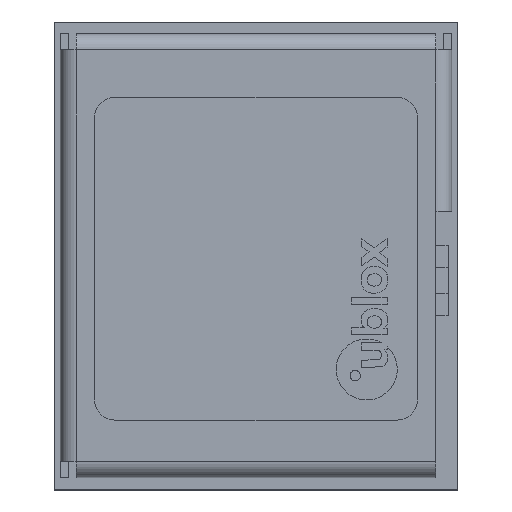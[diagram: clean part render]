
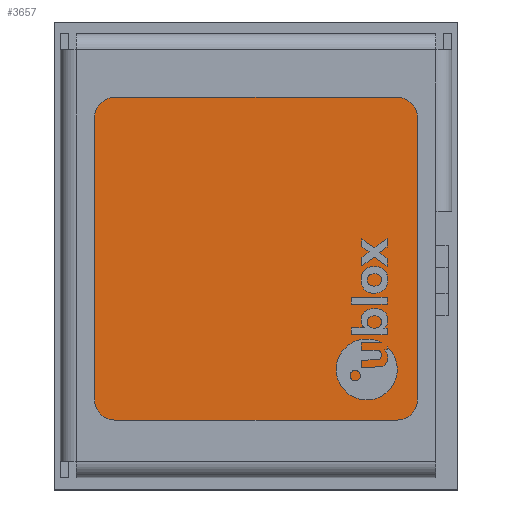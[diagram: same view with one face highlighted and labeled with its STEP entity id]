
A CAD part, top view. The second image highlights one B-rep face of the part: STEP entity #3657.
In plain terms, the highlighted planar face has unit normal (0, 0, 1).
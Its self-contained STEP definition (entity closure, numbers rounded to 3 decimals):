
#3501 = EDGE_CURVE('',#3502,#3504,#3506,.T.);
#3502 = VERTEX_POINT('',#3503);
#3503 = CARTESIAN_POINT('',(4.,-3.5,0.1));
#3504 = VERTEX_POINT('',#3505);
#3505 = CARTESIAN_POINT('',(4.,3.5,0.1));
#3506 = LINE('',#3507,#3508);
#3507 = CARTESIAN_POINT('',(4.,4.,0.1));
#3508 = VECTOR('',#3509,1.);
#3509 = DIRECTION('',(0.,1.,-0.));
#3552 = VERTEX_POINT('',#3553);
#3553 = CARTESIAN_POINT('',(-3.5,4.,0.1));
#3559 = EDGE_CURVE('',#3560,#3552,#3562,.T.);
#3560 = VERTEX_POINT('',#3561);
#3561 = CARTESIAN_POINT('',(3.5,4.,0.1));
#3562 = LINE('',#3563,#3564);
#3563 = CARTESIAN_POINT('',(-4.,4.,0.1));
#3564 = VECTOR('',#3565,1.);
#3565 = DIRECTION('',(-1.,-0.,-0.));
#3592 = VERTEX_POINT('',#3593);
#3593 = CARTESIAN_POINT('',(-4.,-3.5,0.1));
#3599 = EDGE_CURVE('',#3600,#3592,#3602,.T.);
#3600 = VERTEX_POINT('',#3601);
#3601 = CARTESIAN_POINT('',(-4.,3.5,0.1));
#3602 = LINE('',#3603,#3604);
#3603 = CARTESIAN_POINT('',(-4.,4.,0.1));
#3604 = VECTOR('',#3605,1.);
#3605 = DIRECTION('',(0.,-1.,0.));
#3621 = EDGE_CURVE('',#3622,#3624,#3626,.T.);
#3622 = VERTEX_POINT('',#3623);
#3623 = CARTESIAN_POINT('',(-3.5,-4.,0.1));
#3624 = VERTEX_POINT('',#3625);
#3625 = CARTESIAN_POINT('',(3.5,-4.,0.1));
#3626 = LINE('',#3627,#3628);
#3627 = CARTESIAN_POINT('',(-4.,-4.,0.1));
#3628 = VECTOR('',#3629,1.);
#3629 = DIRECTION('',(1.,0.,0.));
#3657 = ADVANCED_FACE('',(#3658),#3692,.T.);
#3658 = FACE_BOUND('',#3659,.T.);
#3659 = EDGE_LOOP('',(#3660,#3661,#3668,#3669,#3676,#3677,#3684,#3685));
#3660 = ORIENTED_EDGE('',*,*,#3599,.T.);
#3661 = ORIENTED_EDGE('',*,*,#3662,.T.);
#3662 = EDGE_CURVE('',#3592,#3622,#3663,.T.);
#3663 = CIRCLE('',#3664,0.5);
#3664 = AXIS2_PLACEMENT_3D('',#3665,#3666,#3667);
#3665 = CARTESIAN_POINT('',(-3.5,-3.5,0.1));
#3666 = DIRECTION('',(-0.,0.,1.));
#3667 = DIRECTION('',(1.,0.,0.));
#3668 = ORIENTED_EDGE('',*,*,#3621,.T.);
#3669 = ORIENTED_EDGE('',*,*,#3670,.T.);
#3670 = EDGE_CURVE('',#3624,#3502,#3671,.T.);
#3671 = CIRCLE('',#3672,0.5);
#3672 = AXIS2_PLACEMENT_3D('',#3673,#3674,#3675);
#3673 = CARTESIAN_POINT('',(3.5,-3.5,0.1));
#3674 = DIRECTION('',(-0.,0.,1.));
#3675 = DIRECTION('',(1.,0.,0.));
#3676 = ORIENTED_EDGE('',*,*,#3501,.T.);
#3677 = ORIENTED_EDGE('',*,*,#3678,.T.);
#3678 = EDGE_CURVE('',#3504,#3560,#3679,.T.);
#3679 = CIRCLE('',#3680,0.5);
#3680 = AXIS2_PLACEMENT_3D('',#3681,#3682,#3683);
#3681 = CARTESIAN_POINT('',(3.5,3.5,0.1));
#3682 = DIRECTION('',(-0.,0.,1.));
#3683 = DIRECTION('',(1.,0.,0.));
#3684 = ORIENTED_EDGE('',*,*,#3559,.T.);
#3685 = ORIENTED_EDGE('',*,*,#3686,.T.);
#3686 = EDGE_CURVE('',#3552,#3600,#3687,.T.);
#3687 = CIRCLE('',#3688,0.5);
#3688 = AXIS2_PLACEMENT_3D('',#3689,#3690,#3691);
#3689 = CARTESIAN_POINT('',(-3.5,3.5,0.1));
#3690 = DIRECTION('',(-0.,0.,1.));
#3691 = DIRECTION('',(1.,0.,0.));
#3692 = PLANE('',#3693);
#3693 = AXIS2_PLACEMENT_3D('',#3694,#3695,#3696);
#3694 = CARTESIAN_POINT('',(0.,0.,0.1));
#3695 = DIRECTION('',(-0.,0.,1.));
#3696 = DIRECTION('',(1.,0.,0.));
